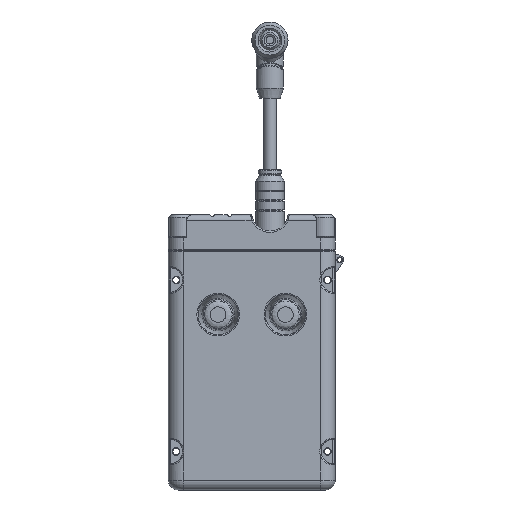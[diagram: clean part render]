
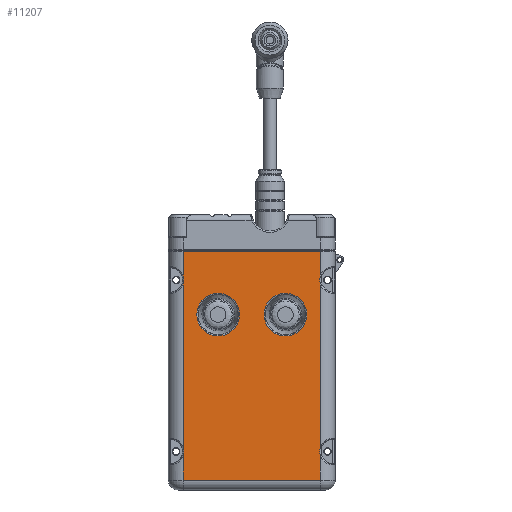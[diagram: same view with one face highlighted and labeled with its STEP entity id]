
A CAD part, front view. The second image highlights one B-rep face of the part: STEP entity #11207.
In plain terms, the highlighted planar face has unit normal (0, -1, 0).
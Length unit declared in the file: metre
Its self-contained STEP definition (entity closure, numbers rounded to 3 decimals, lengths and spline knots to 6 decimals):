
#219=B_SPLINE_CURVE_WITH_KNOTS('',3,(#20024,#20025,#20026,#20027),
 .UNSPECIFIED.,.F.,.F.,(4,4),(0.,1.),.UNSPECIFIED.);
#224=B_SPLINE_CURVE_WITH_KNOTS('',3,(#20180,#20181,#20182,#20183),
 .UNSPECIFIED.,.F.,.F.,(4,4),(0.,1.),.UNSPECIFIED.);
#233=B_SPLINE_CURVE_WITH_KNOTS('',3,(#20360,#20361,#20362,#20363),
 .UNSPECIFIED.,.F.,.F.,(4,4),(0.,1.),.UNSPECIFIED.);
#238=B_SPLINE_CURVE_WITH_KNOTS('',3,(#20418,#20419,#20420,#20421),
 .UNSPECIFIED.,.F.,.F.,(4,4),(0.,1.),.UNSPECIFIED.);
#577=LINE('',#20415,#1290);
#578=LINE('',#20423,#1291);
#579=LINE('',#20424,#1292);
#580=LINE('',#20426,#1293);
#581=LINE('',#20428,#1294);
#582=LINE('',#20429,#1295);
#583=LINE('',#20430,#1296);
#584=LINE('',#20432,#1297);
#1290=VECTOR('',#14558,1.);
#1291=VECTOR('',#14559,1.);
#1292=VECTOR('',#14560,1.);
#1293=VECTOR('',#14561,1.);
#1294=VECTOR('',#14562,1.);
#1295=VECTOR('',#14563,1.);
#1296=VECTOR('',#14564,1.);
#1297=VECTOR('',#14565,1.);
#2032=PLANE('',#12469);
#3280=ORIENTED_EDGE('',*,*,#5822,.T.);
#3281=ORIENTED_EDGE('',*,*,#5820,.T.);
#3282=ORIENTED_EDGE('',*,*,#5858,.T.);
#3283=ORIENTED_EDGE('',*,*,#5859,.T.);
#3284=ORIENTED_EDGE('',*,*,#5860,.T.);
#3285=ORIENTED_EDGE('',*,*,#5853,.T.);
#3286=ORIENTED_EDGE('',*,*,#5861,.T.);
#3287=ORIENTED_EDGE('',*,*,#5862,.T.);
#3288=ORIENTED_EDGE('',*,*,#5863,.T.);
#3289=ORIENTED_EDGE('',*,*,#5842,.T.);
#3290=ORIENTED_EDGE('',*,*,#5864,.T.);
#3291=ORIENTED_EDGE('',*,*,#5837,.T.);
#3292=ORIENTED_EDGE('',*,*,#5865,.T.);
#3293=ORIENTED_EDGE('',*,*,#5866,.T.);
#5820=EDGE_CURVE('',#7192,#7192,#8081,.T.);
#5822=EDGE_CURVE('',#7194,#7194,#8083,.T.);
#5837=EDGE_CURVE('',#7207,#7208,#219,.T.);
#5842=EDGE_CURVE('',#7211,#7212,#224,.T.);
#5853=EDGE_CURVE('',#7219,#7220,#233,.T.);
#5858=EDGE_CURVE('',#7223,#7224,#577,.F.);
#5859=EDGE_CURVE('',#7224,#7225,#238,.T.);
#5860=EDGE_CURVE('',#7225,#7219,#578,.F.);
#5861=EDGE_CURVE('',#7220,#7226,#579,.F.);
#5862=EDGE_CURVE('',#7226,#7227,#580,.T.);
#5863=EDGE_CURVE('',#7227,#7211,#581,.T.);
#5864=EDGE_CURVE('',#7212,#7207,#582,.T.);
#5865=EDGE_CURVE('',#7208,#7228,#583,.T.);
#5866=EDGE_CURVE('',#7228,#7223,#584,.T.);
#7192=VERTEX_POINT('',#19743);
#7194=VERTEX_POINT('',#19748);
#7207=VERTEX_POINT('',#20028);
#7208=VERTEX_POINT('',#20029);
#7211=VERTEX_POINT('',#20184);
#7212=VERTEX_POINT('',#20185);
#7219=VERTEX_POINT('',#20364);
#7220=VERTEX_POINT('',#20365);
#7223=VERTEX_POINT('',#20416);
#7224=VERTEX_POINT('',#20417);
#7225=VERTEX_POINT('',#20422);
#7226=VERTEX_POINT('',#20425);
#7227=VERTEX_POINT('',#20427);
#7228=VERTEX_POINT('',#20431);
#8081=CIRCLE('',#12451,0.0165);
#8083=CIRCLE('',#12454,0.0165);
#8769=EDGE_LOOP('',(#3280));
#8770=EDGE_LOOP('',(#3281));
#8771=EDGE_LOOP('',(#3282,#3283,#3284,#3285,#3286,#3287,#3288,#3289,#3290,
#3291,#3292,#3293));
#9898=FACE_BOUND('',#8769,.T.);
#9899=FACE_BOUND('',#8770,.T.);
#9900=FACE_BOUND('',#8771,.T.);
#11207=ADVANCED_FACE('',(#9898,#9899,#9900),#2032,.F.);
#12451=AXIS2_PLACEMENT_3D('',#19742,#14516,#14517);
#12454=AXIS2_PLACEMENT_3D('',#19747,#14522,#14523);
#12469=AXIS2_PLACEMENT_3D('',#20414,#14556,#14557);
#14516=DIRECTION('',(0.,1.,0.));
#14517=DIRECTION('',(0.,0.,1.));
#14522=DIRECTION('',(0.,1.,0.));
#14523=DIRECTION('',(0.,0.,1.));
#14556=DIRECTION('',(0.,1.,0.));
#14557=DIRECTION('',(0.,0.,1.));
#14558=DIRECTION('',(0.,0.,-1.));
#14559=DIRECTION('',(0.,0.,-1.));
#14560=DIRECTION('',(0.,0.,-1.));
#14561=DIRECTION('',(-1.,0.,0.));
#14562=DIRECTION('',(0.,0.,-1.));
#14563=DIRECTION('',(0.,0.,-1.));
#14564=DIRECTION('',(0.,0.,-1.));
#14565=DIRECTION('',(1.,0.,0.));
#19742=CARTESIAN_POINT('',(-0.02125,-0.0325,0.043));
#19743=CARTESIAN_POINT('',(-0.02125,-0.0325,0.0595));
#19747=CARTESIAN_POINT('',(0.03075,-0.0325,0.043));
#19748=CARTESIAN_POINT('',(0.03075,-0.0325,0.0595));
#20024=CARTESIAN_POINT('',(-0.04825,-0.0325,-0.059667));
#20025=CARTESIAN_POINT('',(-0.047566,-0.0325,-0.061723));
#20026=CARTESIAN_POINT('',(-0.047566,-0.0325,-0.063778));
#20027=CARTESIAN_POINT('',(-0.04825,-0.0325,-0.065833));
#20028=CARTESIAN_POINT('',(-0.04825,-0.0325,-0.059667));
#20029=CARTESIAN_POINT('',(-0.04825,-0.0325,-0.065833));
#20180=CARTESIAN_POINT('',(-0.04825,-0.0325,0.072833));
#20181=CARTESIAN_POINT('',(-0.047566,-0.0325,0.070777));
#20182=CARTESIAN_POINT('',(-0.047566,-0.0325,0.068722));
#20183=CARTESIAN_POINT('',(-0.04825,-0.0325,0.066667));
#20184=CARTESIAN_POINT('',(-0.04825,-0.0325,0.072833));
#20185=CARTESIAN_POINT('',(-0.04825,-0.0325,0.066667));
#20360=CARTESIAN_POINT('',(0.05775,-0.0325,0.066667));
#20361=CARTESIAN_POINT('',(0.057066,-0.0325,0.068723));
#20362=CARTESIAN_POINT('',(0.057066,-0.0325,0.070778));
#20363=CARTESIAN_POINT('',(0.05775,-0.0325,0.072833));
#20364=CARTESIAN_POINT('',(0.05775,-0.0325,0.066667));
#20365=CARTESIAN_POINT('',(0.05775,-0.0325,0.072833));
#20414=CARTESIAN_POINT('',(0.00475,-0.0325,0.0925));
#20415=CARTESIAN_POINT('',(0.05775,-0.0325,0.0925));
#20416=CARTESIAN_POINT('',(0.05775,-0.0325,-0.085));
#20417=CARTESIAN_POINT('',(0.05775,-0.0325,-0.065833));
#20418=CARTESIAN_POINT('',(0.05775,-0.0325,-0.065833));
#20419=CARTESIAN_POINT('',(0.057066,-0.0325,-0.063777));
#20420=CARTESIAN_POINT('',(0.057066,-0.0325,-0.061722));
#20421=CARTESIAN_POINT('',(0.05775,-0.0325,-0.059667));
#20422=CARTESIAN_POINT('',(0.05775,-0.0325,-0.059667));
#20423=CARTESIAN_POINT('',(0.05775,-0.0325,0.0925));
#20424=CARTESIAN_POINT('',(0.05775,-0.0325,0.0925));
#20425=CARTESIAN_POINT('',(0.05775,-0.0325,0.092));
#20426=CARTESIAN_POINT('',(-0.04825,-0.0325,0.092));
#20427=CARTESIAN_POINT('',(-0.04825,-0.0325,0.092));
#20428=CARTESIAN_POINT('',(-0.04825,-0.0325,0.0925));
#20429=CARTESIAN_POINT('',(-0.04825,-0.0325,0.0925));
#20430=CARTESIAN_POINT('',(-0.04825,-0.0325,0.0925));
#20431=CARTESIAN_POINT('',(-0.04825,-0.0325,-0.085));
#20432=CARTESIAN_POINT('',(0.00475,-0.0325,-0.085));
